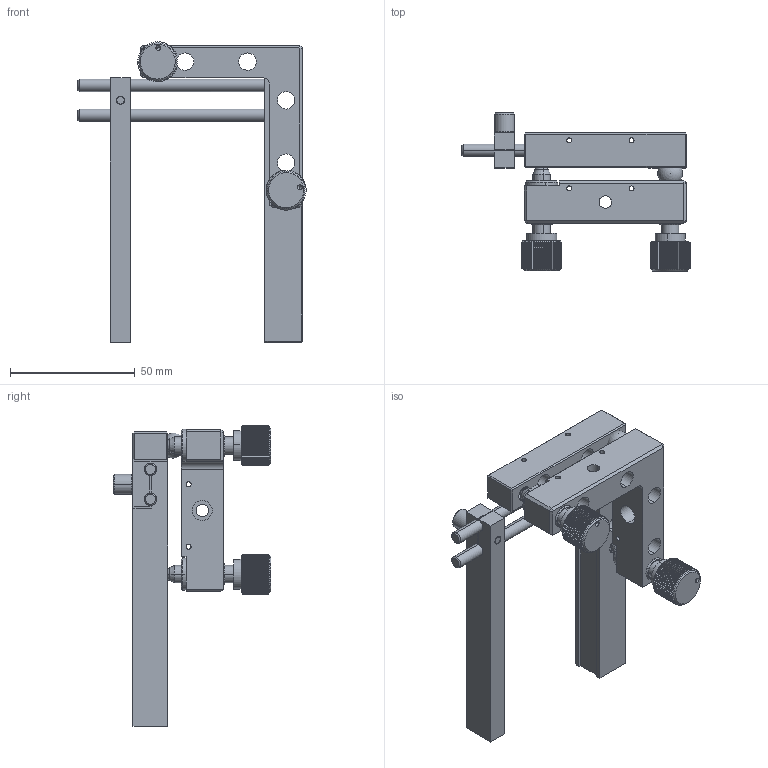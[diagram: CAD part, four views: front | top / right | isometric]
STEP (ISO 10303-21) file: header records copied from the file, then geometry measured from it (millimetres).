
FILE_DESCRIPTION (( 'STEP AP203' ), '1' );
FILE_NAME ('OMLH-Z10.STEP', '2022-07-18T08:57:53', ( '' ), ( '' ), 'SwSTEP 2.0', 'SolidWorks 2021', '' );
FILE_SCHEMA (( 'CONFIG_CONTROL_DESIGN' ));
Length unit declared in the file: millimetre
Products named in the file (1): OMLH-Z10
Bounding box: 91.5 x 63.3 x 120.5 mm (x, y, z)
Surface area: 32878 mm2 (no closed solid volume)
Topology: 0 solids, 30 shells, 704 faces, 2235 edges, 1479 vertices
Faces by surface type: plane 367, cylinder 166, cone 161, torus 8, sphere 2
Entity records: 25466 total; most frequent: CARTESIAN_POINT 6559, ORIENTED_EDGE 3789, DIRECTION 3729, EDGE_CURVE 2222, VERTEX_POINT 1476, AXIS2_PLACEMENT_3D 1342, LINE 1045, VECTOR 1045
